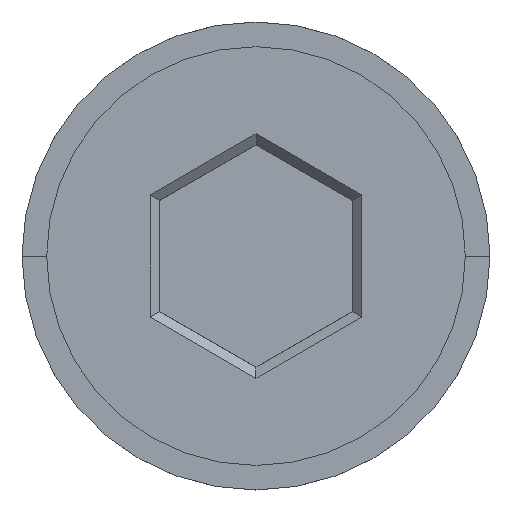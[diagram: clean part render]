
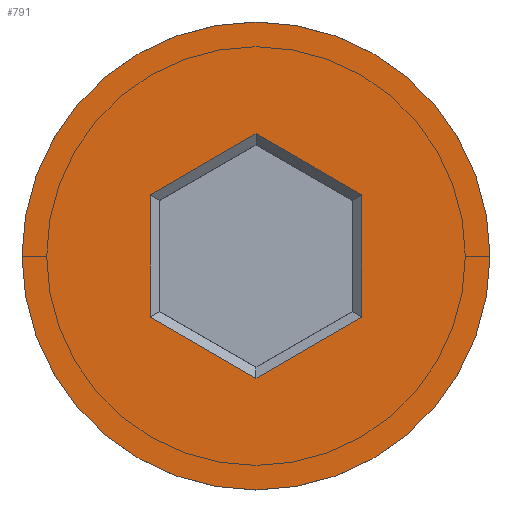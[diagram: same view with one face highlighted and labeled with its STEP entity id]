
A CAD part, top view. The second image highlights one B-rep face of the part: STEP entity #791.
In plain terms, the highlighted planar face has unit normal (0, 0, 1).
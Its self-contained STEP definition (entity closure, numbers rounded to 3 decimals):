
#9 = CARTESIAN_POINT ( 'NONE',  ( -2.05, -1.299, 0. ) ) ;
#17 = DIRECTION ( 'NONE',  ( 0.866, 0.5, 0. ) ) ;
#73 = LINE ( 'NONE', #679, #1148 ) ;
#110 = ORIENTED_EDGE ( 'NONE', *, *, #1057, .T. ) ;
#119 = ORIENTED_EDGE ( 'NONE', *, *, #492, .T. ) ;
#144 = ORIENTED_EDGE ( 'NONE', *, *, #1218, .T. ) ;
#155 = VECTOR ( 'NONE', #347, 1000. ) ;
#226 = CARTESIAN_POINT ( 'NONE',  ( 2.05, 1.299, 0. ) ) ;
#245 = CARTESIAN_POINT ( 'NONE',  ( 0., 0., 0. ) ) ;
#257 = DIRECTION ( 'NONE',  ( 0., 0., 1. ) ) ;
#276 = VECTOR ( 'NONE', #468, 1000. ) ;
#295 = DIRECTION ( 'NONE',  ( 0., 1., 0. ) ) ;
#345 = EDGE_CURVE ( 'NONE', #385, #740, #926, .T. ) ;
#347 = DIRECTION ( 'NONE',  ( -0.866, -0.5, 0. ) ) ;
#358 = LINE ( 'NONE', #1246, #1198 ) ;
#378 = AXIS2_PLACEMENT_3D ( 'NONE', #1162, #657, #1545 ) ;
#385 = VERTEX_POINT ( 'NONE', #891 ) ;
#393 = VERTEX_POINT ( 'NONE', #495 ) ;
#449 = CARTESIAN_POINT ( 'NONE',  ( 2.15, -1.241, 0. ) ) ;
#455 = VERTEX_POINT ( 'NONE', #1177 ) ;
#468 = DIRECTION ( 'NONE',  ( 0.866, -0.5, 0. ) ) ;
#492 = EDGE_CURVE ( 'NONE', #1178, #748, #73, .T. ) ;
#495 = CARTESIAN_POINT ( 'NONE',  ( 0., -2.483, 0. ) ) ;
#527 = ORIENTED_EDGE ( 'NONE', *, *, #345, .T. ) ;
#528 = DIRECTION ( 'NONE',  ( 1., 0., 0. ) ) ;
#545 = EDGE_CURVE ( 'NONE', #740, #385, #637, .T. ) ;
#560 = AXIS2_PLACEMENT_3D ( 'NONE', #245, #766, #528 ) ;
#596 = CARTESIAN_POINT ( 'NONE',  ( -2.15, -1.241, 0. ) ) ;
#636 = VECTOR ( 'NONE', #1507, 1000. ) ;
#637 = CIRCLE ( 'NONE', #378, 4.75 ) ;
#657 = DIRECTION ( 'NONE',  ( 0., 0., 1. ) ) ;
#679 = CARTESIAN_POINT ( 'NONE',  ( -2.15, 1.126, 0. ) ) ;
#740 = VERTEX_POINT ( 'NONE', #1353 ) ;
#748 = VERTEX_POINT ( 'NONE', #878 ) ;
#754 = ORIENTED_EDGE ( 'NONE', *, *, #1589, .T. ) ;
#766 = DIRECTION ( 'NONE',  ( 0., 0., 1. ) ) ;
#767 = EDGE_CURVE ( 'NONE', #393, #1178, #1005, .T. ) ;
#783 = LINE ( 'NONE', #1542, #636 ) ;
#791 = ADVANCED_FACE ( 'NONE', ( #1477, #1110 ), #1258, .T. ) ;
#870 = ORIENTED_EDGE ( 'NONE', *, *, #1396, .T. ) ;
#878 = CARTESIAN_POINT ( 'NONE',  ( -2.15, 1.241, 0. ) ) ;
#891 = CARTESIAN_POINT ( 'NONE',  ( -4.75, 0., 0. ) ) ;
#926 = CIRCLE ( 'NONE', #1171, 4.75 ) ;
#933 = CARTESIAN_POINT ( 'NONE',  ( 0.1, -2.425, 0. ) ) ;
#1005 = LINE ( 'NONE', #9, #1150 ) ;
#1014 = VERTEX_POINT ( 'NONE', #1142 ) ;
#1057 = EDGE_CURVE ( 'NONE', #1580, #393, #1443, .T. ) ;
#1105 = DIRECTION ( 'NONE',  ( 1., 0., 0. ) ) ;
#1110 = FACE_OUTER_BOUND ( 'NONE', #1547, .T. ) ;
#1142 = CARTESIAN_POINT ( 'NONE',  ( 2.15, 1.241, 0. ) ) ;
#1148 = VECTOR ( 'NONE', #295, 1000. ) ;
#1150 = VECTOR ( 'NONE', #1503, 1000. ) ;
#1162 = CARTESIAN_POINT ( 'NONE',  ( 0., 0., 0. ) ) ;
#1171 = AXIS2_PLACEMENT_3D ( 'NONE', #1478, #257, #1105 ) ;
#1177 = CARTESIAN_POINT ( 'NONE',  ( 0., 2.483, 0. ) ) ;
#1178 = VERTEX_POINT ( 'NONE', #596 ) ;
#1198 = VECTOR ( 'NONE', #17, 1000. ) ;
#1218 = EDGE_CURVE ( 'NONE', #748, #455, #358, .T. ) ;
#1232 = ORIENTED_EDGE ( 'NONE', *, *, #545, .T. ) ;
#1246 = CARTESIAN_POINT ( 'NONE',  ( -0.1, 2.425, 0. ) ) ;
#1258 = PLANE ( 'NONE',  #560 ) ;
#1316 = LINE ( 'NONE', #226, #276 ) ;
#1353 = CARTESIAN_POINT ( 'NONE',  ( 4.75, 0., 0. ) ) ;
#1384 = ORIENTED_EDGE ( 'NONE', *, *, #767, .T. ) ;
#1396 = EDGE_CURVE ( 'NONE', #1014, #1580, #783, .T. ) ;
#1443 = LINE ( 'NONE', #933, #155 ) ;
#1477 = FACE_BOUND ( 'NONE', #1521, .T. ) ;
#1478 = CARTESIAN_POINT ( 'NONE',  ( 0., 0., 0. ) ) ;
#1503 = DIRECTION ( 'NONE',  ( -0.866, 0.5, 0. ) ) ;
#1507 = DIRECTION ( 'NONE',  ( 0., -1., 0. ) ) ;
#1521 = EDGE_LOOP ( 'NONE', ( #1384, #119, #144, #754, #870, #110 ) ) ;
#1542 = CARTESIAN_POINT ( 'NONE',  ( 2.15, -1.126, 0. ) ) ;
#1545 = DIRECTION ( 'NONE',  ( 1., 0., 0. ) ) ;
#1547 = EDGE_LOOP ( 'NONE', ( #1232, #527 ) ) ;
#1580 = VERTEX_POINT ( 'NONE', #449 ) ;
#1589 = EDGE_CURVE ( 'NONE', #455, #1014, #1316, .T. ) ;
